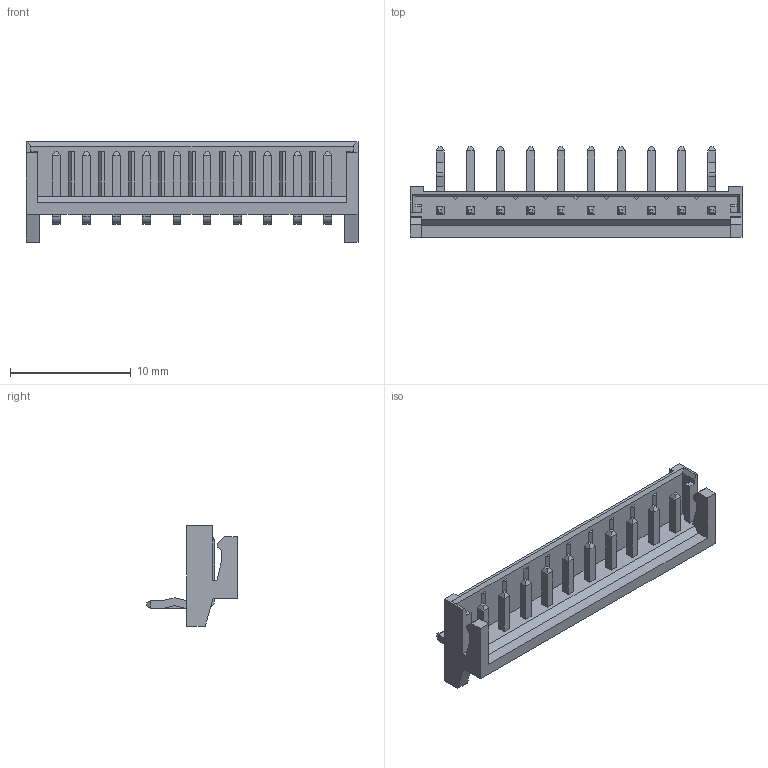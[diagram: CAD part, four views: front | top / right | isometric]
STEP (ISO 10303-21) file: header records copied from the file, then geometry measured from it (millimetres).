
FILE_DESCRIPTION( ( 'Unknown' ), '1' );
FILE_NAME( '68801011722.stp', 'Unknown', ( 'Unknown' ), ( 'Unknown' ), 'PSStep 21.0.46', 'Unknown', ' ' );
FILE_SCHEMA( ( 'AUTOMOTIVE_DESIGN { 1 0 10303 214 1 1 1 1 }' ) );
Length unit declared in the file: millimetre
Products named in the file (4): Assem1; Pin1; Pin2; 68801011722
Assembly tree (11 placements, depth 2):
  Assem1
    Pin1  x2
    Pin2  x8
    68801011722
Bounding box: 27.5 x 7.5 x 8.3 mm (x, y, z)
Volume: 258 mm3; surface area: 963.9 mm2
Topology: 11 solids, 11 shells, 448 faces, 1166 edges, 750 vertices
Faces by surface type: plane 416, cylinder 32
Entity records: 10328 total; most frequent: CARTESIAN_POINT 1456, ORIENTED_EDGE 1428, DIRECTION 1278, EDGE_CURVE 714, LINE 694, VECTOR 694, VERTEX_POINT 470, AXIS2_PLACEMENT_3D 292
